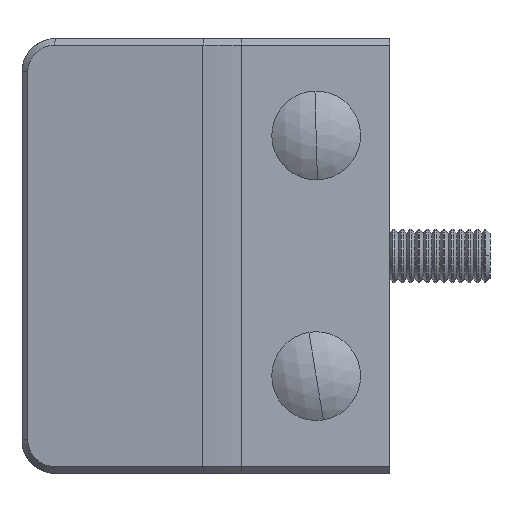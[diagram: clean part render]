
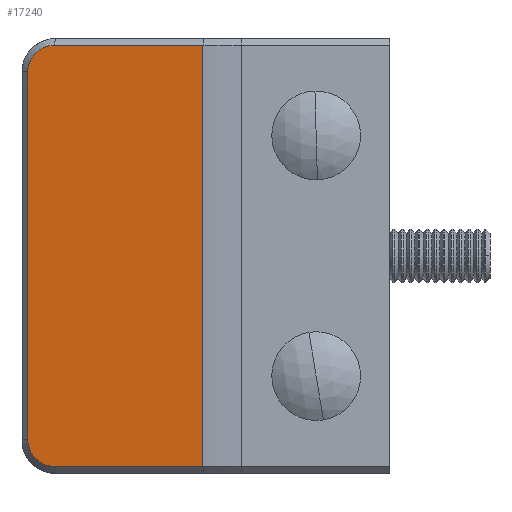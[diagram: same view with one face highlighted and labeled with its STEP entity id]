
A CAD part, top view. The second image highlights one B-rep face of the part: STEP entity #17240.
In plain terms, the highlighted face is planar.
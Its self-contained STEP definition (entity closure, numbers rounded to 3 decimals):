
#163 = AXIS2_PLACEMENT_3D ( 'NONE', #33687, #72370, #20841 ) ;
#330 = CARTESIAN_POINT ( 'NONE',  ( -50.658, 31.5, -6.587 ) ) ;
#2639 = LINE ( 'NONE', #7705, #76841 ) ;
#4420 = VERTEX_POINT ( 'NONE', #34717 ) ;
#5149 = CARTESIAN_POINT ( 'NONE',  ( -54.134, -28.024, -6.117 ) ) ;
#5232 = CARTESIAN_POINT ( 'NONE',  ( -50.134, -31.5, -6.658 ) ) ;
#5941 = CARTESIAN_POINT ( 'NONE',  ( -27.948, 31.5, -9.66 ) ) ;
#7669 = EDGE_CURVE ( 'NONE', #65459, #29633, #7873, .T. ) ;
#7705 = CARTESIAN_POINT ( 'NONE',  ( -27.948, 32.5, -9.66 ) ) ;
#7873 = B_SPLINE_CURVE_WITH_KNOTS ( 'NONE', 3,
 ( #69665, #72189, #52560, #51985, #78148, #57951, #39511, #33232, #330, #25791 ),
 .UNSPECIFIED., .F., .F.,
 ( 4, 2, 2, 2, 4 ),
 ( 0., 0.25, 0.5, 0.75, 1. ),
 .UNSPECIFIED. ) ;
#9103 = EDGE_CURVE ( 'NONE', #24379, #22993, #12226, .T. ) ;
#10020 = LINE ( 'NONE', #48961, #42515 ) ;
#10803 = CARTESIAN_POINT ( 'NONE',  ( -53.63, -29.513, -6.185 ) ) ;
#12226 = LINE ( 'NONE', #73306, #61985 ) ;
#15436 = EDGE_CURVE ( 'NONE', #29633, #19607, #29845, .T. ) ;
#16995 = CARTESIAN_POINT ( 'NONE',  ( -52.593, -30.698, -6.326 ) ) ;
#17240 = ADVANCED_FACE ( 'NONE', ( #44791 ), #53270, .F. ) ;
#18090 = CARTESIAN_POINT ( 'NONE',  ( -27.948, 31.5, -9.66 ) ) ;
#18307 = ORIENTED_EDGE ( 'NONE', *, *, #15436, .T. ) ;
#19607 = VERTEX_POINT ( 'NONE', #5941 ) ;
#20841 = DIRECTION ( 'NONE',  ( 0.991, 0., -0.134 ) ) ;
#22993 = VERTEX_POINT ( 'NONE', #5232 ) ;
#23134 = ORIENTED_EDGE ( 'NONE', *, *, #38003, .T. ) ;
#23526 = CARTESIAN_POINT ( 'NONE',  ( -54.134, -27.5, -6.117 ) ) ;
#24372 = CARTESIAN_POINT ( 'NONE',  ( -50.657, -31.5, -6.588 ) ) ;
#24379 = VERTEX_POINT ( 'NONE', #34539 ) ;
#25791 = CARTESIAN_POINT ( 'NONE',  ( -50.134, 31.5, -6.658 ) ) ;
#29633 = VERTEX_POINT ( 'NONE', #37492 ) ;
#29845 = LINE ( 'NONE', #18090, #70599 ) ;
#30149 = EDGE_CURVE ( 'NONE', #19607, #24379, #2639, .T. ) ;
#33232 = CARTESIAN_POINT ( 'NONE',  ( -51.182, 31.395, -6.517 ) ) ;
#33687 = CARTESIAN_POINT ( 'NONE',  ( -55., 32.5, -6. ) ) ;
#34539 = CARTESIAN_POINT ( 'NONE',  ( -27.948, -31.5, -9.66 ) ) ;
#34717 = CARTESIAN_POINT ( 'NONE',  ( -54.134, -27.5, -6.117 ) ) ;
#36079 = ORIENTED_EDGE ( 'NONE', *, *, #30149, .T. ) ;
#36771 = DIRECTION ( 'NONE',  ( 0., 1., 0. ) ) ;
#37492 = CARTESIAN_POINT ( 'NONE',  ( -50.134, 31.5, -6.658 ) ) ;
#37498 = CARTESIAN_POINT ( 'NONE',  ( -51.182, -31.395, -6.517 ) ) ;
#38003 = EDGE_CURVE ( 'NONE', #22993, #4420, #64894, .T. ) ;
#39511 = CARTESIAN_POINT ( 'NONE',  ( -52.147, 30.996, -6.386 ) ) ;
#39792 = DIRECTION ( 'NONE',  ( 0., -1., 0. ) ) ;
#42515 = VECTOR ( 'NONE', #36771, 1000. ) ;
#43423 = CARTESIAN_POINT ( 'NONE',  ( -52.147, -30.996, -6.386 ) ) ;
#43996 = CARTESIAN_POINT ( 'NONE',  ( -54.029, -28.548, -6.131 ) ) ;
#44791 = FACE_OUTER_BOUND ( 'NONE', #71943, .T. ) ;
#47099 = DIRECTION ( 'NONE',  ( -0.991, 0., 0.134 ) ) ;
#48961 = CARTESIAN_POINT ( 'NONE',  ( -54.134, 32.5, -6.117 ) ) ;
#51985 = CARTESIAN_POINT ( 'NONE',  ( -53.63, 29.513, -6.185 ) ) ;
#52560 = CARTESIAN_POINT ( 'NONE',  ( -54.029, 28.548, -6.131 ) ) ;
#53270 = PLANE ( 'NONE',  #163 ) ;
#55937 = CARTESIAN_POINT ( 'NONE',  ( -50.134, -31.5, -6.658 ) ) ;
#57951 = CARTESIAN_POINT ( 'NONE',  ( -52.593, 30.698, -6.326 ) ) ;
#61985 = VECTOR ( 'NONE', #47099, 1000. ) ;
#62472 = CARTESIAN_POINT ( 'NONE',  ( -53.332, -29.959, -6.226 ) ) ;
#63561 = DIRECTION ( 'NONE',  ( 0.991, 0., -0.134 ) ) ;
#63865 = ORIENTED_EDGE ( 'NONE', *, *, #7669, .T. ) ;
#64894 = B_SPLINE_CURVE_WITH_KNOTS ( 'NONE', 3,
 ( #55937, #24372, #37498, #43423, #16995, #62472, #10803, #43996, #5149, #23526 ),
 .UNSPECIFIED., .F., .F.,
 ( 4, 2, 2, 2, 4 ),
 ( 0., 0.25, 0.5, 0.75, 1. ),
 .UNSPECIFIED. ) ;
#65459 = VERTEX_POINT ( 'NONE', #76155 ) ;
#68482 = ORIENTED_EDGE ( 'NONE', *, *, #70185, .T. ) ;
#69665 = CARTESIAN_POINT ( 'NONE',  ( -54.134, 27.5, -6.117 ) ) ;
#70185 = EDGE_CURVE ( 'NONE', #4420, #65459, #10020, .T. ) ;
#70599 = VECTOR ( 'NONE', #63561, 1000. ) ;
#71943 = EDGE_LOOP ( 'NONE', ( #63865, #18307, #36079, #82023, #23134, #68482 ) ) ;
#72189 = CARTESIAN_POINT ( 'NONE',  ( -54.134, 28.023, -6.117 ) ) ;
#72370 = DIRECTION ( 'NONE',  ( 0.134, 0., 0.991 ) ) ;
#73306 = CARTESIAN_POINT ( 'NONE',  ( -55., -31.5, -6. ) ) ;
#76155 = CARTESIAN_POINT ( 'NONE',  ( -54.134, 27.5, -6.117 ) ) ;
#76841 = VECTOR ( 'NONE', #39792, 1000. ) ;
#78148 = CARTESIAN_POINT ( 'NONE',  ( -53.332, 29.959, -6.226 ) ) ;
#82023 = ORIENTED_EDGE ( 'NONE', *, *, #9103, .T. ) ;
